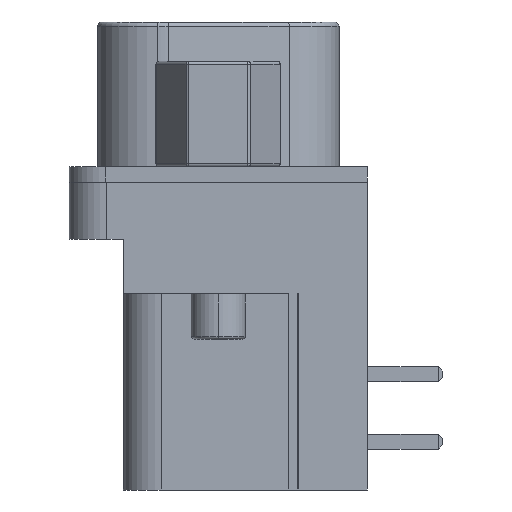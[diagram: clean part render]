
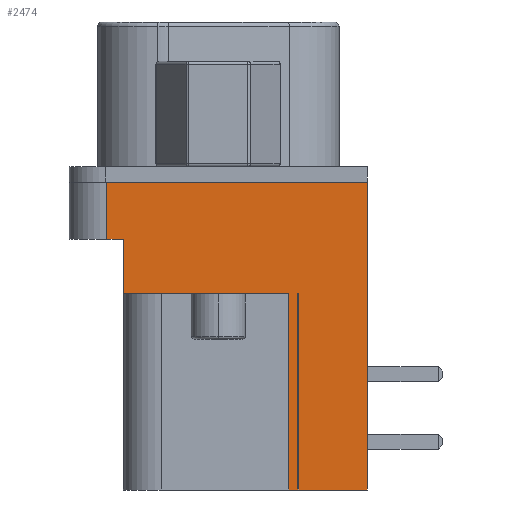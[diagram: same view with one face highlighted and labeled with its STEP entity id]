
A CAD part, left-side view. The second image highlights one B-rep face of the part: STEP entity #2474.
In plain terms, the highlighted planar face has unit normal (-1, 0, 0).
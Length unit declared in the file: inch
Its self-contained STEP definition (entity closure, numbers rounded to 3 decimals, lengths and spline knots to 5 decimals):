
#1817 = VERTEX_POINT ( 'NONE', #8124 ) ;
#1819 = EDGE_CURVE ( 'NONE', #1820, #1817, #8123, .T. ) ;
#1820 = VERTEX_POINT ( 'NONE', #8119 ) ;
#2092 = VERTEX_POINT ( 'NONE', #8894 ) ;
#2146 = EDGE_CURVE ( 'NONE', #1817, #2150, #9075, .T. ) ;
#2149 = EDGE_CURVE ( 'NONE', #2150, #2092, #9067, .T. ) ;
#2150 = VERTEX_POINT ( 'NONE', #9063 ) ;
#2160 = EDGE_CURVE ( 'NONE', #2163, #1820, #9095, .T. ) ;
#2163 = VERTEX_POINT ( 'NONE', #9083 ) ;
#2165 = EDGE_CURVE ( 'NONE', #2166, #2163, #9081, .T. ) ;
#2166 = VERTEX_POINT ( 'NONE', #9136 ) ;
#2195 = VERTEX_POINT ( 'NONE', #9212 ) ;
#2197 = EDGE_CURVE ( 'NONE', #2092, #2195, #9211, .T. ) ;
#2369 = VERTEX_POINT ( 'NONE', #9693 ) ;
#2371 = EDGE_CURVE ( 'NONE', #2195, #2369, #9692, .T. ) ;
#2434 = EDGE_CURVE ( 'NONE', #2449, #2462, #9842, .T. ) ;
#2449 = VERTEX_POINT ( 'NONE', #9887 ) ;
#2461 = EDGE_CURVE ( 'NONE', #2462, #2166, #9964, .T. ) ;
#2462 = VERTEX_POINT ( 'NONE', #9956 ) ;
#2464 = ORIENTED_EDGE ( 'NONE', *, *, #1819, .T. ) ;
#2465 = ORIENTED_EDGE ( 'NONE', *, *, #2146, .T. ) ;
#2466 = ORIENTED_EDGE ( 'NONE', *, *, #2149, .T. ) ;
#2467 = ORIENTED_EDGE ( 'NONE', *, *, #2197, .T. ) ;
#2474 = ADVANCED_FACE ( 'NONE', ( #9982 ), #10026, .T. ) ;
#2475 = EDGE_LOOP ( 'NONE', ( #2476, #2477, #2480, #2482, #2483, #2484, #2485, #2547, #2464, #2465, #2466, #2467 ) ) ;
#2476 = ORIENTED_EDGE ( 'NONE', *, *, #2371, .T. ) ;
#2477 = ORIENTED_EDGE ( 'NONE', *, *, #2478, .F. ) ;
#2478 = EDGE_CURVE ( 'NONE', #2479, #2369, #10025, .T. ) ;
#2479 = VERTEX_POINT ( 'NONE', #10017 ) ;
#2480 = ORIENTED_EDGE ( 'NONE', *, *, #2481, .F. ) ;
#2481 = EDGE_CURVE ( 'NONE', #2494, #2479, #10016, .T. ) ;
#2482 = ORIENTED_EDGE ( 'NONE', *, *, #2498, .T. ) ;
#2483 = ORIENTED_EDGE ( 'NONE', *, *, #2434, .T. ) ;
#2484 = ORIENTED_EDGE ( 'NONE', *, *, #2461, .T. ) ;
#2485 = ORIENTED_EDGE ( 'NONE', *, *, #2165, .T. ) ;
#2494 = VERTEX_POINT ( 'NONE', #10036 ) ;
#2498 = EDGE_CURVE ( 'NONE', #2494, #2449, #10034, .T. ) ;
#2547 = ORIENTED_EDGE ( 'NONE', *, *, #2160, .T. ) ;
#8119 = CARTESIAN_POINT ( 'NONE',  ( 0., 0.13, -0.51 ) ) ;
#8120 = DIRECTION ( 'NONE',  ( 0., -1., 0. ) ) ;
#8121 = VECTOR ( 'NONE', #8120, 39.37008 ) ;
#8122 = CARTESIAN_POINT ( 'NONE',  ( 0., 0., -0.51 ) ) ;
#8123 = LINE ( 'NONE', #8122, #8121 ) ;
#8124 = CARTESIAN_POINT ( 'NONE',  ( 0., 0.115, -0.51 ) ) ;
#8894 = CARTESIAN_POINT ( 'NONE',  ( 0., 0.114, -0.185 ) ) ;
#9063 = CARTESIAN_POINT ( 'NONE',  ( 0., 0.115, -0.185 ) ) ;
#9064 = DIRECTION ( 'NONE',  ( 0., -1., 0. ) ) ;
#9065 = VECTOR ( 'NONE', #9064, 39.37008 ) ;
#9066 = CARTESIAN_POINT ( 'NONE',  ( 0., 0.404, -0.185 ) ) ;
#9067 = LINE ( 'NONE', #9066, #9065 ) ;
#9068 = DIRECTION ( 'NONE',  ( 0., 0., 1. ) ) ;
#9069 = VECTOR ( 'NONE', #9068, 39.37008 ) ;
#9070 = CARTESIAN_POINT ( 'NONE',  ( 0., 0.115, -0.51 ) ) ;
#9075 = LINE ( 'NONE', #9070, #9069 ) ;
#9078 = DIRECTION ( 'NONE',  ( 0., -1., 0. ) ) ;
#9079 = VECTOR ( 'NONE', #9078, 39.37008 ) ;
#9080 = CARTESIAN_POINT ( 'NONE',  ( 0., 0.494, -0.185 ) ) ;
#9081 = LINE ( 'NONE', #9080, #9079 ) ;
#9083 = CARTESIAN_POINT ( 'NONE',  ( 0., 0.13, -0.185 ) ) ;
#9088 = DIRECTION ( 'NONE',  ( 0., 0., -1. ) ) ;
#9089 = VECTOR ( 'NONE', #9088, 39.37008 ) ;
#9090 = CARTESIAN_POINT ( 'NONE',  ( 0., 0.13, -0.51 ) ) ;
#9095 = LINE ( 'NONE', #9090, #9089 ) ;
#9136 = CARTESIAN_POINT ( 'NONE',  ( 0., 0.404, -0.185 ) ) ;
#9208 = DIRECTION ( 'NONE',  ( 0., 0., -1. ) ) ;
#9209 = VECTOR ( 'NONE', #9208, 39.37008 ) ;
#9210 = CARTESIAN_POINT ( 'NONE',  ( 0., 0.114, -0.51 ) ) ;
#9211 = LINE ( 'NONE', #9210, #9209 ) ;
#9212 = CARTESIAN_POINT ( 'NONE',  ( 0., 0.114, -0.51 ) ) ;
#9689 = DIRECTION ( 'NONE',  ( 0., -1., 0. ) ) ;
#9690 = VECTOR ( 'NONE', #9689, 39.37008 ) ;
#9691 = CARTESIAN_POINT ( 'NONE',  ( 0., 0.494, -0.51 ) ) ;
#9692 = LINE ( 'NONE', #9691, #9690 ) ;
#9693 = CARTESIAN_POINT ( 'NONE',  ( 0., 0., -0.51 ) ) ;
#9839 = DIRECTION ( 'NONE',  ( 0., -1., 0. ) ) ;
#9840 = VECTOR ( 'NONE', #9839, 39.37008 ) ;
#9841 = CARTESIAN_POINT ( 'NONE',  ( 0., 0.494, -0.095 ) ) ;
#9842 = LINE ( 'NONE', #9841, #9840 ) ;
#9887 = CARTESIAN_POINT ( 'NONE',  ( 0., 0.4315, -0.095 ) ) ;
#9956 = CARTESIAN_POINT ( 'NONE',  ( 0., 0.404, -0.095 ) ) ;
#9957 = DIRECTION ( 'NONE',  ( 0., 0., -1. ) ) ;
#9958 = VECTOR ( 'NONE', #9957, 39.37008 ) ;
#9959 = CARTESIAN_POINT ( 'NONE',  ( 0., 0.404, -0.51 ) ) ;
#9964 = LINE ( 'NONE', #9959, #9958 ) ;
#9982 = FACE_OUTER_BOUND ( 'NONE', #2475, .T. ) ;
#10013 = DIRECTION ( 'NONE',  ( 0., -1., 0. ) ) ;
#10014 = VECTOR ( 'NONE', #10013, 39.37008 ) ;
#10015 = CARTESIAN_POINT ( 'NONE',  ( 0., 0., 0. ) ) ;
#10016 = LINE ( 'NONE', #10015, #10014 ) ;
#10017 = CARTESIAN_POINT ( 'NONE',  ( 0., 0., 0. ) ) ;
#10018 = DIRECTION ( 'NONE',  ( 0., 0., -1. ) ) ;
#10019 = VECTOR ( 'NONE', #10018, 39.37008 ) ;
#10020 = CARTESIAN_POINT ( 'NONE',  ( 0., 0., -0.51 ) ) ;
#10021 = DIRECTION ( 'NONE',  ( 0., -1., 0. ) ) ;
#10022 = DIRECTION ( 'NONE',  ( -1., 0., 0. ) ) ;
#10023 = CARTESIAN_POINT ( 'NONE',  ( 0., 0.494, -0.51 ) ) ;
#10024 = AXIS2_PLACEMENT_3D ( 'NONE', #10023, #10022, #10021 ) ;
#10025 = LINE ( 'NONE', #10020, #10019 ) ;
#10026 = PLANE ( 'NONE',  #10024 ) ;
#10031 = DIRECTION ( 'NONE',  ( 0., 0., -1. ) ) ;
#10032 = VECTOR ( 'NONE', #10031, 39.37008 ) ;
#10033 = CARTESIAN_POINT ( 'NONE',  ( 0., 0.4315, -0.51 ) ) ;
#10034 = LINE ( 'NONE', #10033, #10032 ) ;
#10036 = CARTESIAN_POINT ( 'NONE',  ( 0., 0.4315, 0. ) ) ;
